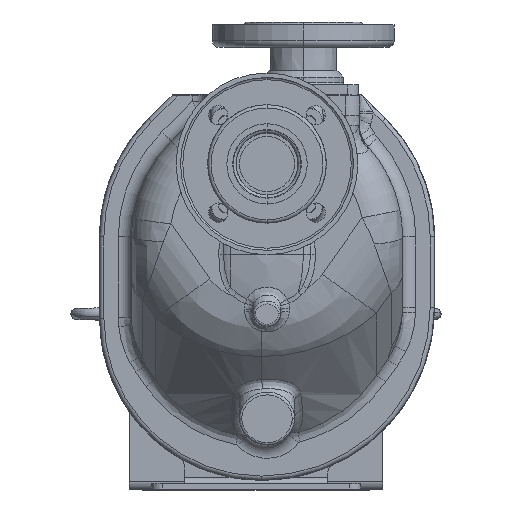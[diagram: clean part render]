
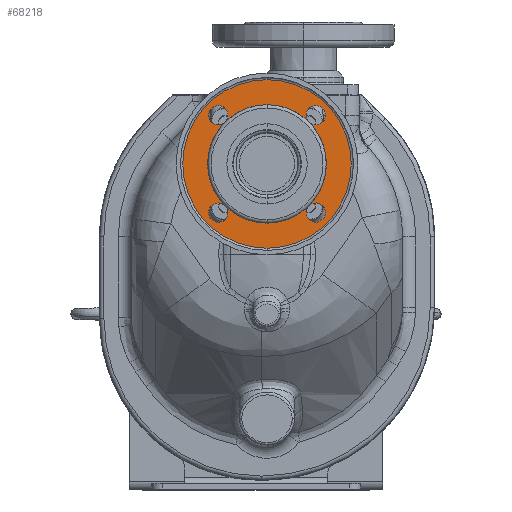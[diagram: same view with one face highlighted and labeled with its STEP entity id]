
A CAD part, top view. The second image highlights one B-rep face of the part: STEP entity #68218.
In plain terms, the highlighted planar face has unit normal (0, 0, 1).
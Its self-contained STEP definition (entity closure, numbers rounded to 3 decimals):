
#5847=CARTESIAN_POINT('',(10.,135.,176.5));
#5848=DIRECTION('',(0.,0.,1.));
#5849=DIRECTION('',(0.,-1.,0.));
#5850=AXIS2_PLACEMENT_3D('',#5847,#5848,#5849);
#5862=CARTESIAN_POINT('',(10.,135.,176.5));
#5863=DIRECTION('',(0.,0.,-1.));
#5864=DIRECTION('',(0.,-1.,0.));
#5865=AXIS2_PLACEMENT_3D('',#5862,#5863,#5864);
#5867=CARTESIAN_POINT('',(54.194,179.194,176.5));
#5868=DIRECTION('',(0.,0.,-1.));
#5869=DIRECTION('',(0.,-1.,0.));
#5870=AXIS2_PLACEMENT_3D('',#5867,#5868,#5869);
#5872=CARTESIAN_POINT('',(54.194,179.194,176.5));
#5873=DIRECTION('',(0.,0.,-1.));
#5874=DIRECTION('',(0.,1.,0.));
#5875=AXIS2_PLACEMENT_3D('',#5872,#5873,#5874);
#5877=CARTESIAN_POINT('',(54.194,179.194,176.5));
#5878=DIRECTION('',(0.,0.,-1.));
#5879=DIRECTION('',(-0.707,-0.707,0.));
#5880=AXIS2_PLACEMENT_3D('',#5877,#5878,#5879);
#5882=CARTESIAN_POINT('',(-34.194,179.194,176.5));
#5883=DIRECTION('',(0.,0.,-1.));
#5884=DIRECTION('',(1.,0.,0.));
#5885=AXIS2_PLACEMENT_3D('',#5882,#5883,#5884);
#5887=CARTESIAN_POINT('',(-34.194,179.194,176.5));
#5888=DIRECTION('',(0.,0.,-1.));
#5889=DIRECTION('',(-1.,0.,0.));
#5890=AXIS2_PLACEMENT_3D('',#5887,#5888,#5889);
#5892=CARTESIAN_POINT('',(-34.194,179.194,176.5));
#5893=DIRECTION('',(0.,0.,-1.));
#5894=DIRECTION('',(0.707,-0.707,0.));
#5895=AXIS2_PLACEMENT_3D('',#5892,#5893,#5894);
#5897=CARTESIAN_POINT('',(-34.194,90.806,176.5));
#5898=DIRECTION('',(0.,0.,-1.));
#5899=DIRECTION('',(0.,1.,0.));
#5900=AXIS2_PLACEMENT_3D('',#5897,#5898,#5899);
#5902=CARTESIAN_POINT('',(-34.194,90.806,176.5));
#5903=DIRECTION('',(0.,0.,-1.));
#5904=DIRECTION('',(0.,-1.,0.));
#5905=AXIS2_PLACEMENT_3D('',#5902,#5903,#5904);
#5907=CARTESIAN_POINT('',(-34.194,90.806,176.5));
#5908=DIRECTION('',(0.,0.,-1.));
#5909=DIRECTION('',(0.707,0.707,0.));
#5910=AXIS2_PLACEMENT_3D('',#5907,#5908,#5909);
#5912=CARTESIAN_POINT('',(54.194,90.806,176.5));
#5913=DIRECTION('',(0.,0.,-1.));
#5914=DIRECTION('',(-1.,0.,0.));
#5915=AXIS2_PLACEMENT_3D('',#5912,#5913,#5914);
#5917=CARTESIAN_POINT('',(54.194,90.806,176.5));
#5918=DIRECTION('',(0.,0.,-1.));
#5919=DIRECTION('',(1.,0.,0.));
#5920=AXIS2_PLACEMENT_3D('',#5917,#5918,#5919);
#5922=CARTESIAN_POINT('',(54.194,90.806,176.5));
#5923=DIRECTION('',(0.,0.,-1.));
#5924=DIRECTION('',(-0.707,0.707,0.));
#5925=AXIS2_PLACEMENT_3D('',#5922,#5923,#5924);
#5935=CARTESIAN_POINT('',(10.,135.,176.5));
#5936=DIRECTION('',(0.,0.,1.));
#5937=DIRECTION('',(0.707,-0.707,0.));
#5938=AXIS2_PLACEMENT_3D('',#5935,#5936,#5937);
#5940=CARTESIAN_POINT('',(10.,135.,176.5));
#5941=DIRECTION('',(0.,0.,1.));
#5942=DIRECTION('',(0.,-1.,0.));
#5943=AXIS2_PLACEMENT_3D('',#5940,#5941,#5942);
#5950=CARTESIAN_POINT('',(10.,135.,176.5));
#5951=DIRECTION('',(0.,0.,1.));
#5952=DIRECTION('',(0.707,0.707,0.));
#5953=AXIS2_PLACEMENT_3D('',#5950,#5951,#5952);
#5955=CARTESIAN_POINT('',(10.,135.,176.5));
#5956=DIRECTION('',(0.,0.,1.));
#5957=DIRECTION('',(-0.707,0.707,0.));
#5958=AXIS2_PLACEMENT_3D('',#5955,#5956,#5957);
#5960=CARTESIAN_POINT('',(10.,135.,176.5));
#5961=DIRECTION('',(0.,0.,1.));
#5962=DIRECTION('',(0.,1.,0.));
#5963=AXIS2_PLACEMENT_3D('',#5960,#5961,#5962);
#5978=CARTESIAN_POINT('',(10.,135.,176.5));
#5979=DIRECTION('',(0.,0.,1.));
#5980=DIRECTION('',(-0.707,-0.707,0.));
#5981=AXIS2_PLACEMENT_3D('',#5978,#5979,#5980);
#53507=CARTESIAN_POINT('',(10.,58.5,176.5));
#53509=VERTEX_POINT('',#53507);
#53527=CARTESIAN_POINT('',(10.,211.5,176.5));
#53529=VERTEX_POINT('',#53527);
#53555=CARTESIAN_POINT('',(10.,81.25,176.5));
#53556=VERTEX_POINT('',#53555);
#53557=CARTESIAN_POINT('',(10.,188.75,176.5));
#53558=VERTEX_POINT('',#53557);
#53559=CARTESIAN_POINT('',(-25.444,179.194,176.5));
#53560=CARTESIAN_POINT('',(-28.007,173.007,176.5));
#53561=VERTEX_POINT('',#53559);
#53562=VERTEX_POINT('',#53560);
#53563=CARTESIAN_POINT('',(-42.944,179.194,176.5));
#53564=VERTEX_POINT('',#53563);
#53569=CARTESIAN_POINT('',(-34.194,99.556,176.5));
#53570=CARTESIAN_POINT('',(-28.007,96.993,176.5));
#53571=VERTEX_POINT('',#53569);
#53572=VERTEX_POINT('',#53570);
#53573=CARTESIAN_POINT('',(-34.194,82.056,176.5));
#53574=VERTEX_POINT('',#53573);
#53579=CARTESIAN_POINT('',(45.444,90.806,176.5));
#53580=CARTESIAN_POINT('',(48.007,96.993,176.5));
#53581=VERTEX_POINT('',#53579);
#53582=VERTEX_POINT('',#53580);
#53583=CARTESIAN_POINT('',(62.944,90.806,176.5));
#53584=VERTEX_POINT('',#53583);
#53589=CARTESIAN_POINT('',(54.194,170.444,176.5));
#53590=CARTESIAN_POINT('',(48.007,173.007,176.5));
#53591=VERTEX_POINT('',#53589);
#53592=VERTEX_POINT('',#53590);
#53593=CARTESIAN_POINT('',(54.194,187.944,176.5));
#53594=VERTEX_POINT('',#53593);
#68171=CARTESIAN_POINT('',(10.,135.,176.5));
#68172=DIRECTION('',(0.,0.,1.));
#68173=DIRECTION('',(0.,1.,0.));
#68174=AXIS2_PLACEMENT_3D('',#68171,#68172,#68173);
#68175=PLANE('',#68174);
#68176=ORIENTED_EDGE('',*,*,#68136,.F.);
#68177=ORIENTED_EDGE('',*,*,#68159,.T.);
#68178=EDGE_LOOP('',(#68176,#68177));
#68179=FACE_OUTER_BOUND('',#68178,.F.);
#68181=ORIENTED_EDGE('',*,*,#68180,.F.);
#68183=ORIENTED_EDGE('',*,*,#68182,.F.);
#68185=ORIENTED_EDGE('',*,*,#68184,.F.);
#68187=ORIENTED_EDGE('',*,*,#68186,.T.);
#68189=ORIENTED_EDGE('',*,*,#68188,.T.);
#68191=ORIENTED_EDGE('',*,*,#68190,.F.);
#68193=ORIENTED_EDGE('',*,*,#68192,.F.);
#68195=ORIENTED_EDGE('',*,*,#68194,.F.);
#68197=ORIENTED_EDGE('',*,*,#68196,.T.);
#68199=ORIENTED_EDGE('',*,*,#68198,.F.);
#68201=ORIENTED_EDGE('',*,*,#68200,.F.);
#68203=ORIENTED_EDGE('',*,*,#68202,.F.);
#68205=ORIENTED_EDGE('',*,*,#68204,.T.);
#68207=ORIENTED_EDGE('',*,*,#68206,.T.);
#68209=ORIENTED_EDGE('',*,*,#68208,.F.);
#68211=ORIENTED_EDGE('',*,*,#68210,.F.);
#68213=ORIENTED_EDGE('',*,*,#68212,.F.);
#68215=ORIENTED_EDGE('',*,*,#68214,.T.);
#68216=EDGE_LOOP('',(#68181,#68183,#68185,#68187,#68189,#68191,#68193,#68195,
#68197,#68199,#68201,#68203,#68205,#68207,#68209,#68211,#68213,#68215));
#68217=FACE_BOUND('',#68216,.F.);
#5851=CIRCLE('',#5850,76.5);
#5866=CIRCLE('',#5865,76.5);
#5871=CIRCLE('',#5870,8.75);
#5876=CIRCLE('',#5875,8.75);
#5881=CIRCLE('',#5880,8.75);
#5886=CIRCLE('',#5885,8.75);
#5891=CIRCLE('',#5890,8.75);
#5896=CIRCLE('',#5895,8.75);
#5901=CIRCLE('',#5900,8.75);
#5906=CIRCLE('',#5905,8.75);
#5911=CIRCLE('',#5910,8.75);
#5916=CIRCLE('',#5915,8.75);
#5921=CIRCLE('',#5920,8.75);
#5926=CIRCLE('',#5925,8.75);
#5939=CIRCLE('',#5938,53.75);
#5944=CIRCLE('',#5943,53.75);
#5954=CIRCLE('',#5953,53.75);
#5959=CIRCLE('',#5958,53.75);
#5964=CIRCLE('',#5963,53.75);
#5982=CIRCLE('',#5981,53.75);
#68136=EDGE_CURVE('',#53509,#53529,#5851,.T.);
#68159=EDGE_CURVE('',#53509,#53529,#5866,.T.);
#68180=EDGE_CURVE('',#53591,#53592,#5871,.T.);
#68182=EDGE_CURVE('',#53594,#53591,#5876,.T.);
#68184=EDGE_CURVE('',#53592,#53594,#5881,.T.);
#68186=EDGE_CURVE('',#53592,#53558,#5954,.T.);
#68188=EDGE_CURVE('',#53558,#53562,#5964,.T.);
#68190=EDGE_CURVE('',#53561,#53562,#5886,.T.);
#68192=EDGE_CURVE('',#53564,#53561,#5891,.T.);
#68194=EDGE_CURVE('',#53562,#53564,#5896,.T.);
#68196=EDGE_CURVE('',#53562,#53572,#5959,.T.);
#68198=EDGE_CURVE('',#53571,#53572,#5901,.T.);
#68200=EDGE_CURVE('',#53574,#53571,#5906,.T.);
#68202=EDGE_CURVE('',#53572,#53574,#5911,.T.);
#68204=EDGE_CURVE('',#53572,#53556,#5982,.T.);
#68206=EDGE_CURVE('',#53556,#53582,#5944,.T.);
#68208=EDGE_CURVE('',#53581,#53582,#5916,.T.);
#68210=EDGE_CURVE('',#53584,#53581,#5921,.T.);
#68212=EDGE_CURVE('',#53582,#53584,#5926,.T.);
#68214=EDGE_CURVE('',#53582,#53592,#5939,.T.);
#68218=ADVANCED_FACE('',(#68179,#68217),#68175,.T.);
